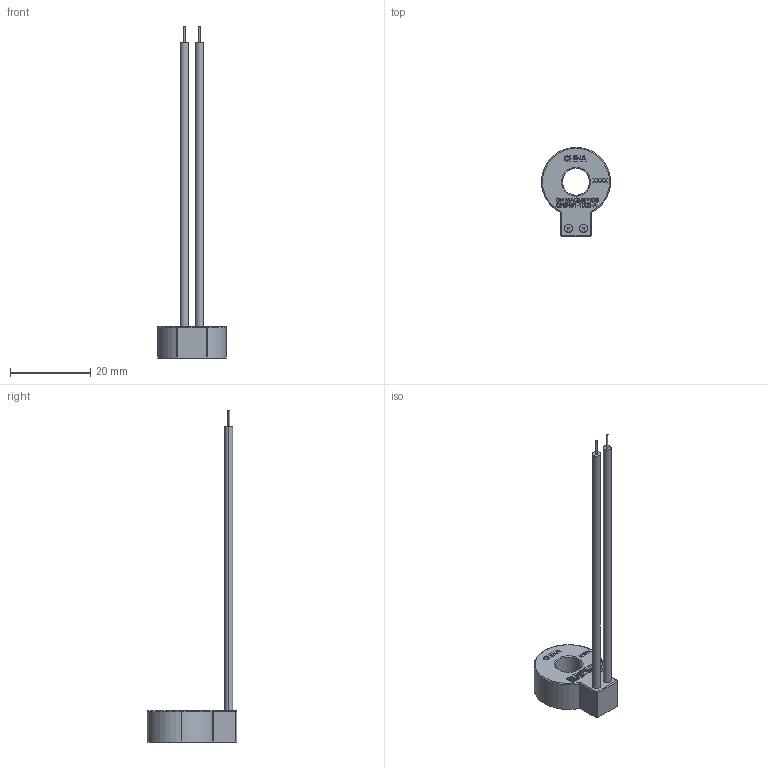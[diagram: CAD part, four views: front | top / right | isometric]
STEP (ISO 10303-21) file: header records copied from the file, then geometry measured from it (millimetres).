
FILE_DESCRIPTION (( 'STEP AP203' ), '1' );
FILE_NAME ('CR8401-1000-A.STEP', '2023-08-08T16:02:35', ( '' ), ( '' ), 'SwSTEP 2.0', 'SolidWorks 2022', '' );
FILE_SCHEMA (( 'CONFIG_CONTROL_DESIGN' ));
Length unit declared in the file: millimetre
Products named in the file (1): CR8401-1000-A
Bounding box: 17.2 x 22.3 x 82.8 mm (x, y, z)
Volume: 2247.9 mm3; surface area: 2049.5 mm2
Topology: 1 solids, 1 shells, 475 faces, 1251 edges, 826 vertices
Faces by surface type: plane 281, bspline 157, cylinder 25, torus 10, sphere 2
Entity records: 23133 total; most frequent: CARTESIAN_POINT 12354, ORIENTED_EDGE 2494, DIRECTION 1632, EDGE_CURVE 1247, LINE 864, VECTOR 864, VERTEX_POINT 826, EDGE_LOOP 529
